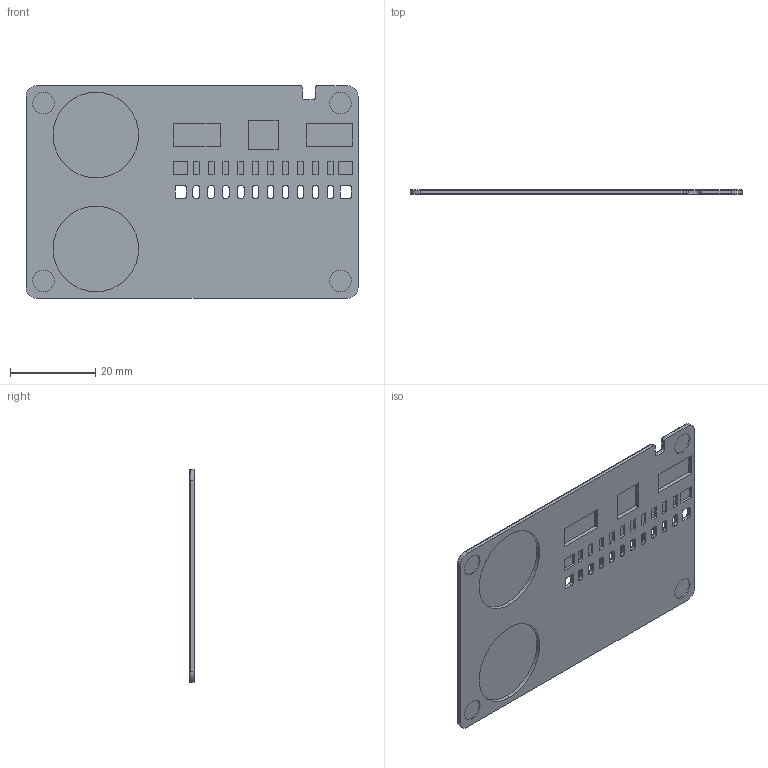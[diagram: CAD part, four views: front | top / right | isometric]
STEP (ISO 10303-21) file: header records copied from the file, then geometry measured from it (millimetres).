
FILE_DESCRIPTION (( 'STEP AP203' ), '1' );
FILE_NAME ('steel_front_AP20.STEP', '2016-06-16T20:05:49', ( '' ), ( '' ), 'SwSTEP 2.0', 'SolidWorks 2016', '' );
FILE_SCHEMA (( 'CONFIG_CONTROL_DESIGN' ));
Length unit declared in the file: inch
Products named in the file (1): steel_front_AP20
Bounding box: 78 x 1.02 x 50 mm (x, y, z)
Volume: 3129.2 mm3; surface area: 8271.6 mm2
Topology: 1 solids, 1 shells, 319 faces, 776 edges, 480 vertices
Faces by surface type: plane 139, bspline 104, cylinder 68, torus 8
Entity records: 12041 total; most frequent: CARTESIAN_POINT 5488, ORIENTED_EDGE 1552, DIRECTION 920, EDGE_CURVE 776, VERTEX_POINT 480, EDGE_LOOP 364, VECTOR 360, LINE 360
